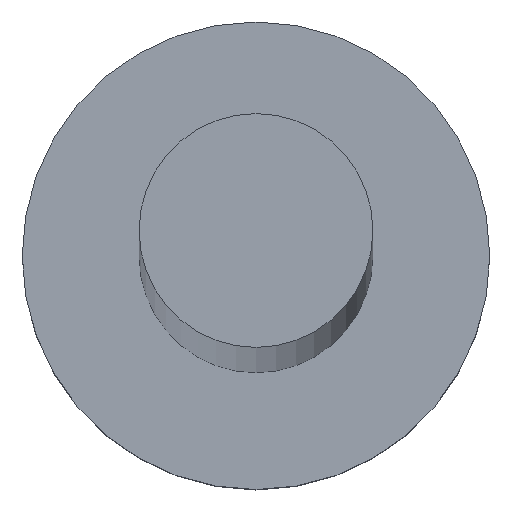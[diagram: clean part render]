
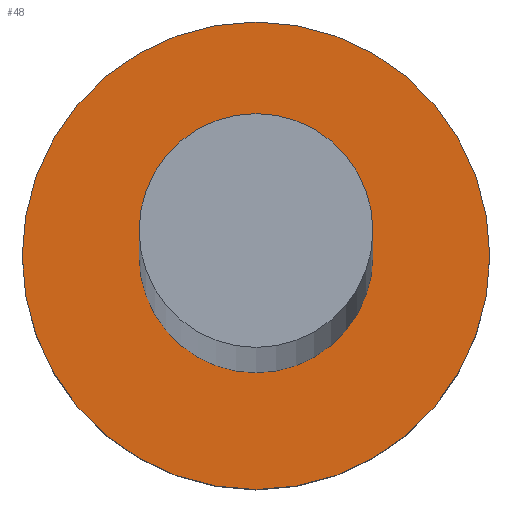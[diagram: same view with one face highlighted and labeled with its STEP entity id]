
A CAD part, top view. The second image highlights one B-rep face of the part: STEP entity #48.
In plain terms, the highlighted planar face has unit normal (0, 0, 1).
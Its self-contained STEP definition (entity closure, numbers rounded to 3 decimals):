
#13 = DIRECTION ( 'NONE',  ( 0., 0., 1. ) ) ;
#15 = DIRECTION ( 'NONE',  ( 1., 0., 0. ) ) ;
#30 = CIRCLE ( 'NONE', #164, 2.5 ) ;
#32 = CARTESIAN_POINT ( 'NONE',  ( -5., 0., 5. ) ) ;
#33 = DIRECTION ( 'NONE',  ( 0., 0., 1. ) ) ;
#42 = CIRCLE ( 'NONE', #56, 5. ) ;
#48 = ADVANCED_FACE ( 'NONE', ( #186, #160 ), #127, .T. ) ;
#51 = DIRECTION ( 'NONE',  ( 1., 0., 0. ) ) ;
#56 = AXIS2_PLACEMENT_3D ( 'NONE', #72, #153, #51 ) ;
#57 = EDGE_LOOP ( 'NONE', ( #137, #184 ) ) ;
#64 = EDGE_CURVE ( 'NONE', #224, #216, #88, .T. ) ;
#66 = EDGE_CURVE ( 'NONE', #175, #116, #217, .T. ) ;
#72 = CARTESIAN_POINT ( 'NONE',  ( 0., 0., 5. ) ) ;
#79 = CARTESIAN_POINT ( 'NONE',  ( 0., 0., 5. ) ) ;
#88 = CIRCLE ( 'NONE', #118, 2.5 ) ;
#98 = ORIENTED_EDGE ( 'NONE', *, *, #232, .T. ) ;
#105 = CARTESIAN_POINT ( 'NONE',  ( 0., 0., 5. ) ) ;
#111 = ORIENTED_EDGE ( 'NONE', *, *, #66, .T. ) ;
#116 = VERTEX_POINT ( 'NONE', #32 ) ;
#118 = AXIS2_PLACEMENT_3D ( 'NONE', #105, #192, #15 ) ;
#125 = CARTESIAN_POINT ( 'NONE',  ( 0., 0., 5. ) ) ;
#127 = PLANE ( 'NONE',  #145 ) ;
#128 = CARTESIAN_POINT ( 'NONE',  ( -2.5, 0., 5. ) ) ;
#135 = EDGE_LOOP ( 'NONE', ( #98, #111 ) ) ;
#137 = ORIENTED_EDGE ( 'NONE', *, *, #64, .F. ) ;
#141 = EDGE_CURVE ( 'NONE', #216, #224, #30, .T. ) ;
#145 = AXIS2_PLACEMENT_3D ( 'NONE', #125, #33, #205 ) ;
#146 = DIRECTION ( 'NONE',  ( 1., 0., 0. ) ) ;
#148 = CARTESIAN_POINT ( 'NONE',  ( 2.5, 0., 5. ) ) ;
#153 = DIRECTION ( 'NONE',  ( 0., 0., 1. ) ) ;
#160 = FACE_OUTER_BOUND ( 'NONE', #135, .T. ) ;
#164 = AXIS2_PLACEMENT_3D ( 'NONE', #79, #241, #146 ) ;
#169 = AXIS2_PLACEMENT_3D ( 'NONE', #191, #13, #244 ) ;
#175 = VERTEX_POINT ( 'NONE', #190 ) ;
#184 = ORIENTED_EDGE ( 'NONE', *, *, #141, .F. ) ;
#186 = FACE_BOUND ( 'NONE', #57, .T. ) ;
#190 = CARTESIAN_POINT ( 'NONE',  ( 5., 0., 5. ) ) ;
#191 = CARTESIAN_POINT ( 'NONE',  ( 0., 0., 5. ) ) ;
#192 = DIRECTION ( 'NONE',  ( 0., 0., 1. ) ) ;
#205 = DIRECTION ( 'NONE',  ( 1., 0., 0. ) ) ;
#216 = VERTEX_POINT ( 'NONE', #148 ) ;
#217 = CIRCLE ( 'NONE', #169, 5. ) ;
#224 = VERTEX_POINT ( 'NONE', #128 ) ;
#232 = EDGE_CURVE ( 'NONE', #116, #175, #42, .T. ) ;
#241 = DIRECTION ( 'NONE',  ( 0., 0., 1. ) ) ;
#244 = DIRECTION ( 'NONE',  ( 1., 0., 0. ) ) ;
